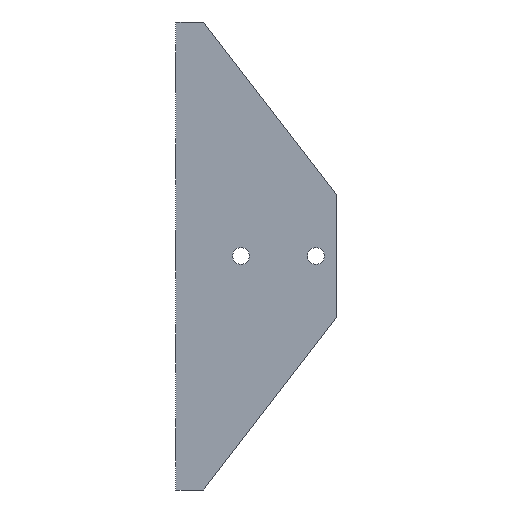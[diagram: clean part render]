
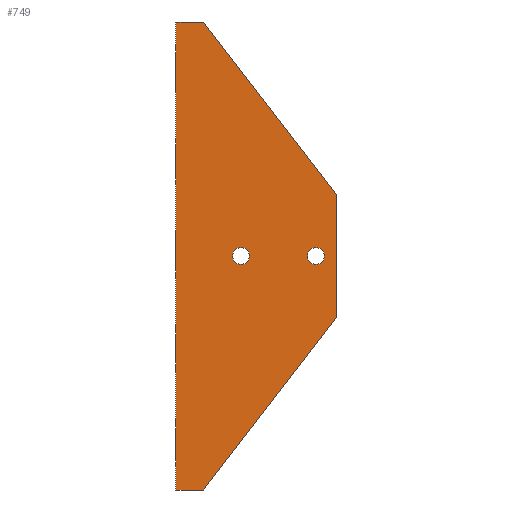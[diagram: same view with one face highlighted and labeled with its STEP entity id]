
A CAD part, left-side view. The second image highlights one B-rep face of the part: STEP entity #749.
In plain terms, the highlighted planar face has unit normal (-1, 0, 0).
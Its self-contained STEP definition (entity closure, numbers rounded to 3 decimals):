
#38=FACE_BOUND('',#121,.T.);
#39=FACE_BOUND('',#122,.T.);
#62=CIRCLE('',#831,4.5);
#63=CIRCLE('',#832,4.5);
#72=FACE_OUTER_BOUND('',#120,.T.);
#120=EDGE_LOOP('',(#560,#561,#562,#563,#564,#565,#566,#567));
#121=EDGE_LOOP('',(#568));
#122=EDGE_LOOP('',(#569));
#153=LINE('',#1070,#231);
#177=LINE('',#1143,#255);
#181=LINE('',#1149,#259);
#182=LINE('',#1152,#260);
#190=LINE('',#1166,#268);
#201=LINE('',#1209,#279);
#202=LINE('',#1210,#280);
#203=LINE('',#1211,#281);
#231=VECTOR('',#867,10.);
#255=VECTOR('',#921,10.);
#259=VECTOR('',#927,10.);
#260=VECTOR('',#930,10.);
#268=VECTOR('',#942,10.);
#279=VECTOR('',#975,10.);
#280=VECTOR('',#976,10.);
#281=VECTOR('',#977,10.);
#309=VERTEX_POINT('',#1067);
#310=VERTEX_POINT('',#1069);
#343=VERTEX_POINT('',#1141);
#344=VERTEX_POINT('',#1142);
#345=VERTEX_POINT('',#1147);
#346=VERTEX_POINT('',#1151);
#350=VERTEX_POINT('',#1164);
#371=VERTEX_POINT('',#1208);
#372=VERTEX_POINT('',#1212);
#373=VERTEX_POINT('',#1214);
#377=EDGE_CURVE('',#310,#309,#153,.T.);
#413=EDGE_CURVE('',#343,#344,#177,.T.);
#417=EDGE_CURVE('',#345,#344,#181,.T.);
#418=EDGE_CURVE('',#345,#346,#182,.T.);
#426=EDGE_CURVE('',#309,#350,#190,.T.);
#447=EDGE_CURVE('',#350,#371,#201,.T.);
#448=EDGE_CURVE('',#343,#371,#202,.T.);
#449=EDGE_CURVE('',#310,#346,#203,.T.);
#450=EDGE_CURVE('',#372,#372,#62,.T.);
#451=EDGE_CURVE('',#373,#373,#63,.T.);
#560=ORIENTED_EDGE('',*,*,#447,.T.);
#561=ORIENTED_EDGE('',*,*,#448,.F.);
#562=ORIENTED_EDGE('',*,*,#413,.T.);
#563=ORIENTED_EDGE('',*,*,#417,.F.);
#564=ORIENTED_EDGE('',*,*,#418,.T.);
#565=ORIENTED_EDGE('',*,*,#449,.F.);
#566=ORIENTED_EDGE('',*,*,#377,.T.);
#567=ORIENTED_EDGE('',*,*,#426,.T.);
#568=ORIENTED_EDGE('',*,*,#450,.T.);
#569=ORIENTED_EDGE('',*,*,#451,.T.);
#688=PLANE('',#830);
#749=ADVANCED_FACE('',(#72,#38,#39),#688,.T.);
#830=AXIS2_PLACEMENT_3D('',#1207,#973,#974);
#831=AXIS2_PLACEMENT_3D('',#1213,#978,#979);
#832=AXIS2_PLACEMENT_3D('',#1215,#980,#981);
#867=DIRECTION('',(0.,1.,0.));
#921=DIRECTION('',(0.,-0.611,0.792));
#927=DIRECTION('',(0.,0.,-1.));
#930=DIRECTION('',(0.,0.611,0.792));
#942=DIRECTION('',(0.,0.,-1.));
#973=DIRECTION('center_axis',(-1.,0.,0.));
#974=DIRECTION('ref_axis',(0.,0.,1.));
#975=DIRECTION('',(0.,-1.,0.));
#976=DIRECTION('',(0.,1.,0.));
#977=DIRECTION('',(0.,-1.,0.));
#978=DIRECTION('center_axis',(1.,0.,0.));
#979=DIRECTION('ref_axis',(0.,0.,1.));
#980=DIRECTION('center_axis',(1.,0.,0.));
#981=DIRECTION('ref_axis',(0.,0.,1.));
#1067=CARTESIAN_POINT('',(-33.,1.5,0.));
#1069=CARTESIAN_POINT('',(-33.,-1.5,0.));
#1070=CARTESIAN_POINT('',(-33.,-20.652,0.));
#1141=CARTESIAN_POINT('',(-33.,-13.5,-250.));
#1142=CARTESIAN_POINT('',(-33.,-84.5,-158.));
#1143=CARTESIAN_POINT('',(-33.,-48.919,-204.105));
#1147=CARTESIAN_POINT('',(-33.,-84.5,-92.));
#1149=CARTESIAN_POINT('',(-33.,-84.5,0.));
#1151=CARTESIAN_POINT('',(-33.,-13.5,0.));
#1152=CARTESIAN_POINT('',(-33.,-84.419,-91.895));
#1164=CARTESIAN_POINT('',(-33.,1.5,-250.));
#1166=CARTESIAN_POINT('',(-33.,1.5,-125.));
#1207=CARTESIAN_POINT('Origin',(-33.,-41.304,-125.));
#1208=CARTESIAN_POINT('',(-33.,-1.5,-250.));
#1209=CARTESIAN_POINT('',(-33.,-21.402,-250.));
#1210=CARTESIAN_POINT('',(-33.,1.893,-250.));
#1211=CARTESIAN_POINT('',(-33.,-20.652,0.));
#1212=CARTESIAN_POINT('',(-33.,-73.5,-129.5));
#1213=CARTESIAN_POINT('Origin',(-33.,-73.5,-125.));
#1214=CARTESIAN_POINT('',(-33.,-33.5,-129.5));
#1215=CARTESIAN_POINT('Origin',(-33.,-33.5,-125.));
